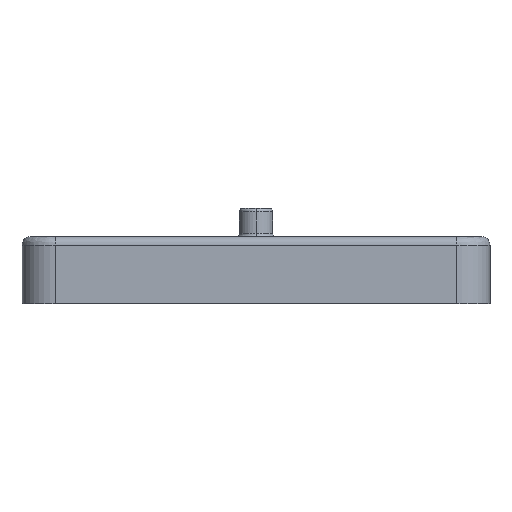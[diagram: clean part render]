
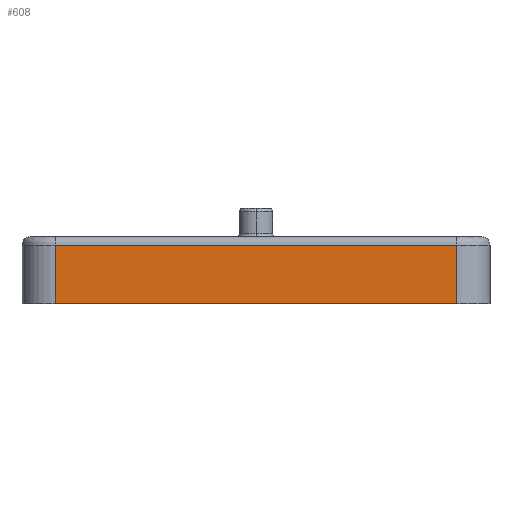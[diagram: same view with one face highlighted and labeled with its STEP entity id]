
A CAD part, left-side view. The second image highlights one B-rep face of the part: STEP entity #608.
In plain terms, the highlighted planar face has unit normal (-1, 0, 0).
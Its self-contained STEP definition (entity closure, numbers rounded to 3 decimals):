
#31 = CARTESIAN_POINT ( 'NONE',  ( -24., -14., 3.5 ) ) ;
#47 = CARTESIAN_POINT ( 'NONE',  ( -24., -12., 3.5 ) ) ;
#175 = LINE ( 'NONE', #31, #1938 ) ;
#201 = VECTOR ( 'NONE', #629, 1000. ) ;
#206 = ORIENTED_EDGE ( 'NONE', *, *, #1331, .F. ) ;
#259 = CARTESIAN_POINT ( 'NONE',  ( -24., -12., 4. ) ) ;
#263 = VERTEX_POINT ( 'NONE', #47 ) ;
#450 = DIRECTION ( 'NONE',  ( 0., 0., -1. ) ) ;
#547 = VECTOR ( 'NONE', #1852, 1000. ) ;
#608 = ADVANCED_FACE ( 'NONE', ( #1438 ), #2216, .F. ) ;
#627 = AXIS2_PLACEMENT_3D ( 'NONE', #1687, #971, #450 ) ;
#629 = DIRECTION ( 'NONE',  ( 0., -1., 0. ) ) ;
#807 = CARTESIAN_POINT ( 'NONE',  ( -24., 12., 4. ) ) ;
#969 = EDGE_CURVE ( 'NONE', #1736, #263, #175, .T. ) ;
#971 = DIRECTION ( 'NONE',  ( 1., 0., 0. ) ) ;
#986 = ORIENTED_EDGE ( 'NONE', *, *, #2212, .F. ) ;
#1072 = DIRECTION ( 'NONE',  ( 0., -1., 0. ) ) ;
#1081 = ORIENTED_EDGE ( 'NONE', *, *, #969, .F. ) ;
#1115 = CARTESIAN_POINT ( 'NONE',  ( -24., 12., 0. ) ) ;
#1151 = ORIENTED_EDGE ( 'NONE', *, *, #1558, .T. ) ;
#1331 = EDGE_CURVE ( 'NONE', #2150, #1736, #1503, .T. ) ;
#1336 = LINE ( 'NONE', #1997, #201 ) ;
#1399 = EDGE_LOOP ( 'NONE', ( #1081, #206, #1151, #986 ) ) ;
#1404 = DIRECTION ( 'NONE',  ( 0., 0., 1. ) ) ;
#1438 = FACE_OUTER_BOUND ( 'NONE', #1399, .T. ) ;
#1503 = LINE ( 'NONE', #807, #1589 ) ;
#1558 = EDGE_CURVE ( 'NONE', #2150, #1897, #1336, .T. ) ;
#1589 = VECTOR ( 'NONE', #1404, 1000. ) ;
#1687 = CARTESIAN_POINT ( 'NONE',  ( -24., -14., 4. ) ) ;
#1736 = VERTEX_POINT ( 'NONE', #2108 ) ;
#1749 = CARTESIAN_POINT ( 'NONE',  ( -24., -12., 0. ) ) ;
#1852 = DIRECTION ( 'NONE',  ( 0., 0., -1. ) ) ;
#1897 = VERTEX_POINT ( 'NONE', #1749 ) ;
#1938 = VECTOR ( 'NONE', #1072, 1000. ) ;
#1997 = CARTESIAN_POINT ( 'NONE',  ( -24., 14., 0. ) ) ;
#2108 = CARTESIAN_POINT ( 'NONE',  ( -24., 12., 3.5 ) ) ;
#2150 = VERTEX_POINT ( 'NONE', #1115 ) ;
#2212 = EDGE_CURVE ( 'NONE', #263, #1897, #2236, .T. ) ;
#2216 = PLANE ( 'NONE',  #627 ) ;
#2236 = LINE ( 'NONE', #259, #547 ) ;
